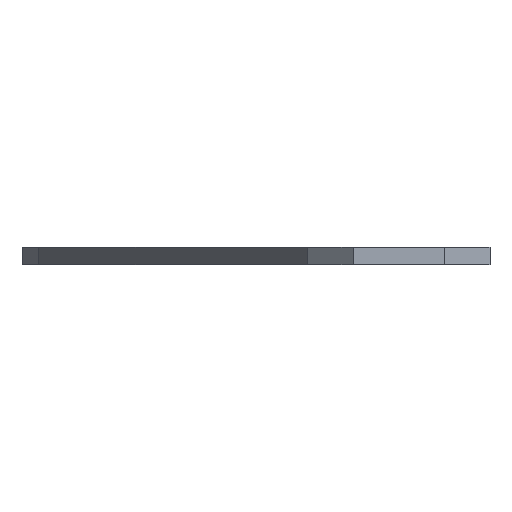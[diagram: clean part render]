
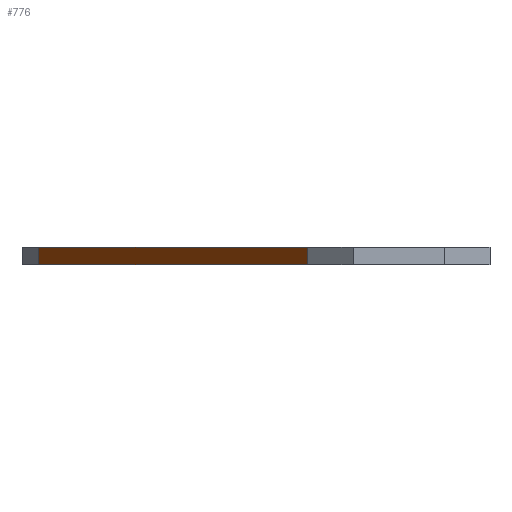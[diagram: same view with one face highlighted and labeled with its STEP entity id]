
A CAD part, left-side view. The second image highlights one B-rep face of the part: STEP entity #776.
In plain terms, the highlighted planar face has unit normal (-0.5, 0.866, 0).
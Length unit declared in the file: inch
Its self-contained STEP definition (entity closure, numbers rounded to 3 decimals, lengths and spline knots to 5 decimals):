
#26 = VERTEX_POINT ( 'NONE', #1103 ) ;
#45 = FACE_OUTER_BOUND ( 'NONE', #409, .T. ) ;
#52 = CARTESIAN_POINT ( 'NONE',  ( -1.99, 0.5, -0.04921 ) ) ;
#112 = LINE ( 'NONE', #206, #439 ) ;
#144 = CARTESIAN_POINT ( 'NONE',  ( -1.99, 0.5, -2.99599 ) ) ;
#175 = CARTESIAN_POINT ( 'NONE',  ( 0.56199, 1.97339, 0.04921 ) ) ;
#206 = CARTESIAN_POINT ( 'NONE',  ( -1.99, 0.5, 0.04921 ) ) ;
#232 = VERTEX_POINT ( 'NONE', #896 ) ;
#249 = CARTESIAN_POINT ( 'NONE',  ( -1.99, 0.5, 0.04921 ) ) ;
#311 = EDGE_CURVE ( 'NONE', #232, #357, #578, .T. ) ;
#357 = VERTEX_POINT ( 'NONE', #1085 ) ;
#376 = DIRECTION ( 'NONE',  ( -0.866, -0.5, 0. ) ) ;
#389 = PLANE ( 'NONE',  #827 ) ;
#409 = EDGE_LOOP ( 'NONE', ( #1018, #692, #500, #833 ) ) ;
#427 = VERTEX_POINT ( 'NONE', #175 ) ;
#439 = VECTOR ( 'NONE', #376, 39.37008 ) ;
#455 = VECTOR ( 'NONE', #596, 39.37008 ) ;
#464 = EDGE_CURVE ( 'NONE', #232, #26, #673, .T. ) ;
#484 = DIRECTION ( 'NONE',  ( -0.5, 0.866, 0. ) ) ;
#500 = ORIENTED_EDGE ( 'NONE', *, *, #1060, .F. ) ;
#578 = LINE ( 'NONE', #52, #691 ) ;
#596 = DIRECTION ( 'NONE',  ( 0., 0., 1. ) ) ;
#612 = CARTESIAN_POINT ( 'NONE',  ( 0.56199, 1.97339, 0.04921 ) ) ;
#673 = LINE ( 'NONE', #249, #455 ) ;
#691 = VECTOR ( 'NONE', #1080, 39.37008 ) ;
#692 = ORIENTED_EDGE ( 'NONE', *, *, #464, .T. ) ;
#696 = LINE ( 'NONE', #612, #986 ) ;
#776 = ADVANCED_FACE ( 'NONE', ( #45 ), #389, .T. ) ;
#827 = AXIS2_PLACEMENT_3D ( 'NONE', #144, #484, #1078 ) ;
#833 = ORIENTED_EDGE ( 'NONE', *, *, #926, .T. ) ;
#896 = CARTESIAN_POINT ( 'NONE',  ( -1.99, 0.5, -0.04921 ) ) ;
#926 = EDGE_CURVE ( 'NONE', #427, #357, #696, .T. ) ;
#986 = VECTOR ( 'NONE', #1031, 39.37008 ) ;
#1018 = ORIENTED_EDGE ( 'NONE', *, *, #311, .F. ) ;
#1031 = DIRECTION ( 'NONE',  ( 0., 0., -1. ) ) ;
#1060 = EDGE_CURVE ( 'NONE', #427, #26, #112, .T. ) ;
#1078 = DIRECTION ( 'NONE',  ( -0.866, -0.5, 0. ) ) ;
#1080 = DIRECTION ( 'NONE',  ( 0.866, 0.5, 0. ) ) ;
#1085 = CARTESIAN_POINT ( 'NONE',  ( 0.56199, 1.97339, -0.04921 ) ) ;
#1103 = CARTESIAN_POINT ( 'NONE',  ( -1.99, 0.5, 0.04921 ) ) ;
